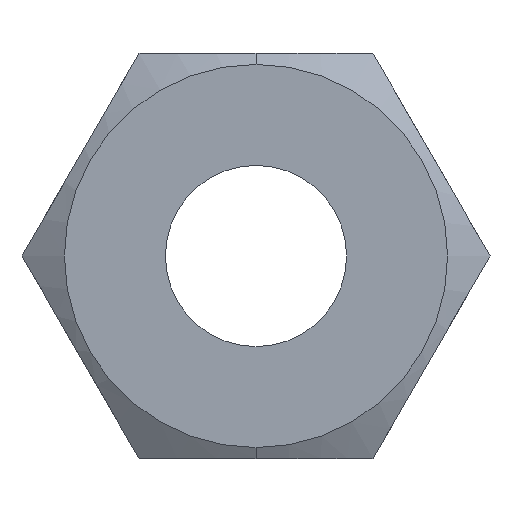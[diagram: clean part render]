
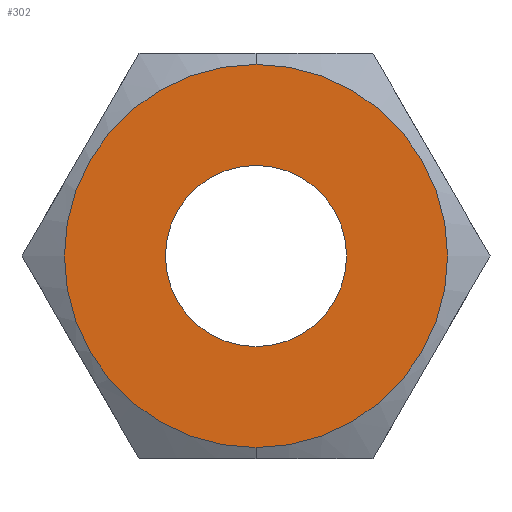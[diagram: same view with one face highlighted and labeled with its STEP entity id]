
A CAD part, left-side view. The second image highlights one B-rep face of the part: STEP entity #302.
In plain terms, the highlighted planar face has unit normal (-1, 0, 0).
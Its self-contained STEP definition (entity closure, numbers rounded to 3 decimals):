
#155=CARTESIAN_POINT('',(0.,0.,1.23));
#156=VERTEX_POINT('',#155);
#165=CARTESIAN_POINT('',(0.,0.,-1.23));
#166=VERTEX_POINT('',#165);
#167=CARTESIAN_POINT('',(0.,0.,0.));
#168=DIRECTION('',(-1.0,0.0,0.0));
#169=DIRECTION('',(0.0,0.0,1.0));
#170=AXIS2_PLACEMENT_3D('',#167,#168,#169);
#171=CIRCLE('',#170,1.23);
#172=EDGE_CURVE('',#156,#166,#171,.T.);
#197=CARTESIAN_POINT('',(0.,0.,-2.6));
#198=VERTEX_POINT('',#197);
#207=CARTESIAN_POINT('',(0.,0.,2.6));
#208=VERTEX_POINT('',#207);
#209=CARTESIAN_POINT('',(0.,0.,0.));
#210=DIRECTION('',(-1.0,0.0,0.0));
#211=DIRECTION('',(0.0,0.0,1.0));
#212=AXIS2_PLACEMENT_3D('',#209,#210,#211);
#213=CIRCLE('',#212,2.6);
#214=EDGE_CURVE('',#208,#198,#213,.T.);
#277=CARTESIAN_POINT('',(0.,3.3,0.));
#278=DIRECTION('',(1.0,0.0,0.0));
#279=DIRECTION('',(0.0,0.0,-1.0));
#280=AXIS2_PLACEMENT_3D('',#277,#278,#279);
#281=PLANE('',#280);
#282=ORIENTED_EDGE('',*,*,#214,.T.);
#283=CARTESIAN_POINT('',(0.,0.,0.));
#284=DIRECTION('',(-1.0,0.0,0.0));
#285=DIRECTION('',(0.0,0.0,1.0));
#286=AXIS2_PLACEMENT_3D('',#283,#284,#285);
#287=CIRCLE('',#286,2.6);
#288=EDGE_CURVE('',#198,#208,#287,.T.);
#289=ORIENTED_EDGE('',*,*,#288,.T.);
#290=EDGE_LOOP('',(#282,#289));
#291=FACE_OUTER_BOUND('',#290,.T.);
#292=ORIENTED_EDGE('',*,*,#172,.F.);
#293=CARTESIAN_POINT('',(0.,0.,0.));
#294=DIRECTION('',(-1.0,0.0,0.0));
#295=DIRECTION('',(0.0,0.0,1.0));
#296=AXIS2_PLACEMENT_3D('',#293,#294,#295);
#297=CIRCLE('',#296,1.23);
#298=EDGE_CURVE('',#166,#156,#297,.T.);
#299=ORIENTED_EDGE('',*,*,#298,.F.);
#300=EDGE_LOOP('',(#292,#299));
#301=FACE_BOUND('',#300,.T.);
#302=ADVANCED_FACE('',(#291,#301),#281,.F.);
